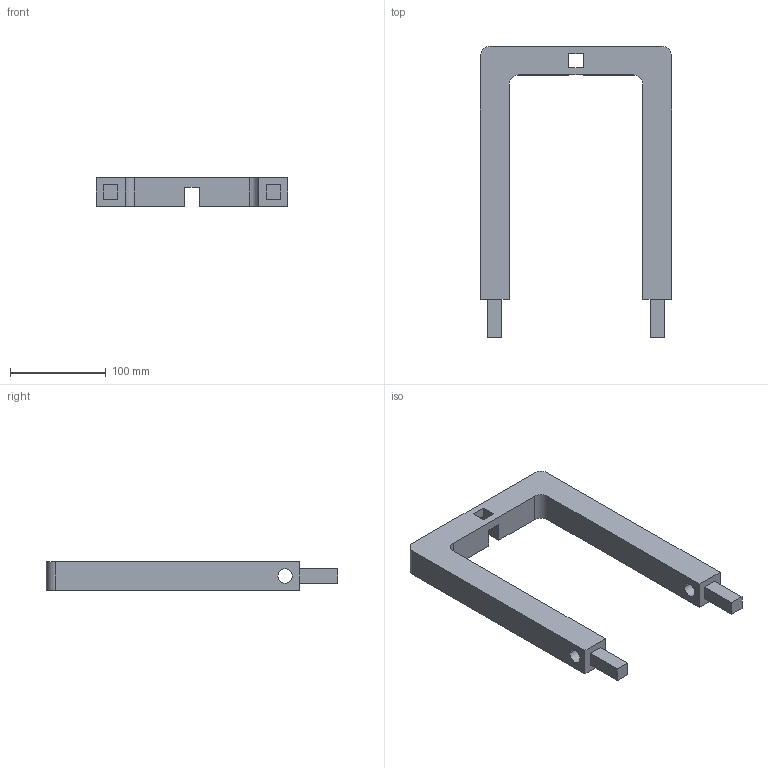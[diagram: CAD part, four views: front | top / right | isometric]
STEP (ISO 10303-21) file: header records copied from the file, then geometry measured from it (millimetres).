
FILE_DESCRIPTION (( 'STEP AP203' ), '1' );
FILE_NAME ('Frame_Default_sldprt.STEP', '2021-06-18T05:43:17', ( '' ), ( '' ), 'SwSTEP 2.0', 'SolidWorks 2018', '' );
FILE_SCHEMA (( 'CONFIG_CONTROL_DESIGN' ));
Length unit declared in the file: millimetre
Products named in the file (1): Frame_Default_sldprt
Bounding box: 200 x 305 x 30 mm (x, y, z)
Volume: 599147.1 mm3; surface area: 89355.5 mm2
Topology: 1 solids, 1 shells, 35 faces, 96 edges, 64 vertices
Faces by surface type: plane 27, cylinder 8
Entity records: 1195 total; most frequent: CARTESIAN_POINT 196, ORIENTED_EDGE 192, DIRECTION 184, EDGE_CURVE 96, VECTOR 80, LINE 80, VERTEX_POINT 64, AXIS2_PLACEMENT_3D 52
